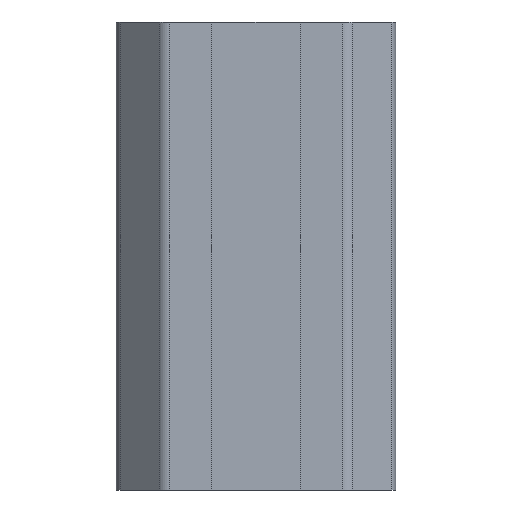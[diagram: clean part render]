
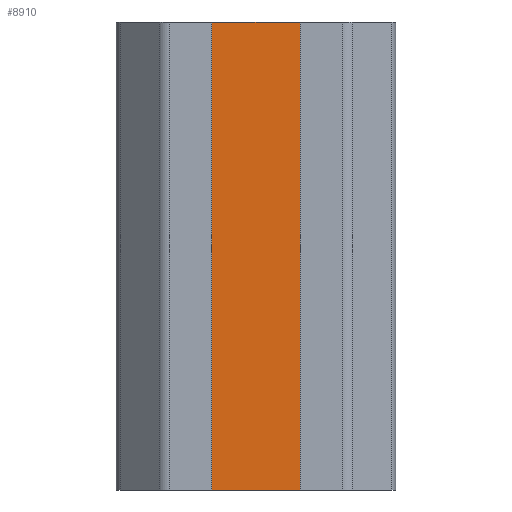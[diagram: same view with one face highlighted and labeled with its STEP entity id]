
A CAD part, front view. The second image highlights one B-rep face of the part: STEP entity #8910.
In plain terms, the highlighted planar face has unit normal (0, -1, 0).
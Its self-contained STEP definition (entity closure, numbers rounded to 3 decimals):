
#3170=CARTESIAN_POINT('',(9.5,0.,-2900.));
#3180=VERTEX_POINT('',#3170);
#3210=CARTESIAN_POINT('',(-9.5,0.,-2900.));
#3220=DIRECTION('',(1.,0.,0.));
#3230=VECTOR('',#3220,1.);
#3240=LINE('',#3210,#3230);
#3250=CARTESIAN_POINT('',(-9.5,0.,-2900.));
#3260=VERTEX_POINT('',#3250);
#3270=EDGE_CURVE('',#3260,#3180,#3240,.T.);
#6700=CARTESIAN_POINT('',(-9.5,0.,-3000.));
#6710=VERTEX_POINT('',#6700);
#6740=CARTESIAN_POINT('',(-9.5,0.,-3000.));
#6750=DIRECTION('',(1.,0.,0.));
#6760=VECTOR('',#6750,1.);
#6770=LINE('',#6740,#6760);
#6780=CARTESIAN_POINT('',(9.5,0.,-3000.));
#6790=VERTEX_POINT('',#6780);
#6800=EDGE_CURVE('',#6710,#6790,#6770,.T.);
#8590=CARTESIAN_POINT('',(-9.5,0.,0.));
#8600=DIRECTION('',(0.,0.,-1.));
#8610=VECTOR('',#8600,1.);
#8620=LINE('',#8590,#8610);
#8630=EDGE_CURVE('',#3260,#6710,#8620,.T.);
#8750=CARTESIAN_POINT('',(9.5,0.,0.));
#8760=DIRECTION('',(-0.,1.,0.));
#8770=DIRECTION('',(1.,0.,0.));
#8780=AXIS2_PLACEMENT_3D('',#8750,#8760,#8770);
#8790=PLANE('',#8780);
#8800=ORIENTED_EDGE('',*,*,#3270,.F.);
#8810=CARTESIAN_POINT('',(9.5,0.,0.));
#8820=DIRECTION('',(0.,0.,-1.));
#8830=VECTOR('',#8820,1.);
#8840=LINE('',#8810,#8830);
#8850=EDGE_CURVE('',#3180,#6790,#8840,.T.);
#8860=ORIENTED_EDGE('',*,*,#8850,.F.);
#8870=ORIENTED_EDGE('',*,*,#6800,.T.);
#8880=ORIENTED_EDGE('',*,*,#8630,.T.);
#8890=EDGE_LOOP('',(#8880,#8870,#8860,#8800));
#8900=FACE_OUTER_BOUND('',#8890,.T.);
#8910=ADVANCED_FACE('',(#8900),#8790,.F.);
